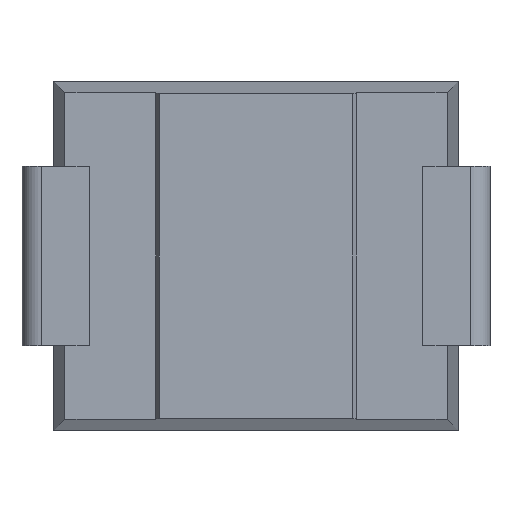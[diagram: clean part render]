
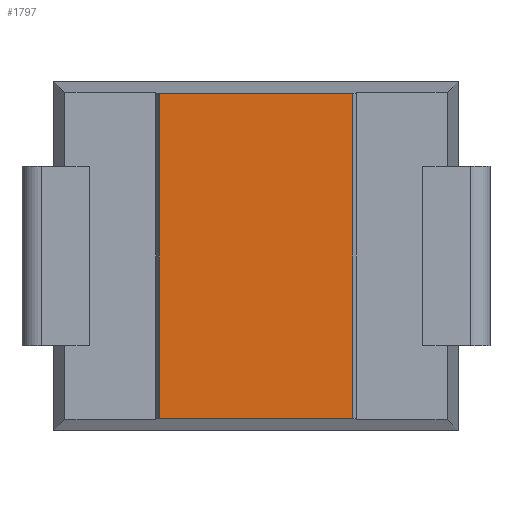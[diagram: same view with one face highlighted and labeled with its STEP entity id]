
A CAD part, front view. The second image highlights one B-rep face of the part: STEP entity #1797.
In plain terms, the highlighted planar face has unit normal (0, -1, 0).
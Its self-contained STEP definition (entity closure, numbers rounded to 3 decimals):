
#15 = FACE_OUTER_BOUND ( 'NONE', #1784, .T. ) ;
#35 = ORIENTED_EDGE ( 'NONE', *, *, #877, .F. ) ;
#81 = PLANE ( 'NONE',  #421 ) ;
#97 = VERTEX_POINT ( 'NONE', #1237 ) ;
#243 = LINE ( 'NONE', #1017, #617 ) ;
#274 = DIRECTION ( 'NONE',  ( 0., 0., -1. ) ) ;
#287 = LINE ( 'NONE', #567, #1271 ) ;
#330 = EDGE_CURVE ( 'NONE', #1855, #1782, #243, .T. ) ;
#352 = CARTESIAN_POINT ( 'NONE',  ( -1.642, -1.265, -2.75 ) ) ;
#363 = EDGE_CURVE ( 'NONE', #1855, #1278, #989, .T. ) ;
#421 = AXIS2_PLACEMENT_3D ( 'NONE', #1688, #808, #815 ) ;
#567 = CARTESIAN_POINT ( 'NONE',  ( 1.642, -1.265, 0. ) ) ;
#594 = VECTOR ( 'NONE', #1503, 1000. ) ;
#617 = VECTOR ( 'NONE', #1210, 1000. ) ;
#658 = LINE ( 'NONE', #1259, #1549 ) ;
#671 = ORIENTED_EDGE ( 'NONE', *, *, #363, .T. ) ;
#680 = CARTESIAN_POINT ( 'NONE',  ( 1.642, -1.265, -2.75 ) ) ;
#696 = EDGE_CURVE ( 'NONE', #97, #1782, #658, .T. ) ;
#744 = ORIENTED_EDGE ( 'NONE', *, *, #696, .T. ) ;
#808 = DIRECTION ( 'NONE',  ( 0., -1., 0. ) ) ;
#815 = DIRECTION ( 'NONE',  ( 0., 0., -1. ) ) ;
#877 = EDGE_CURVE ( 'NONE', #97, #1278, #287, .T. ) ;
#931 = ORIENTED_EDGE ( 'NONE', *, *, #330, .F. ) ;
#989 = LINE ( 'NONE', #1356, #594 ) ;
#1017 = CARTESIAN_POINT ( 'NONE',  ( -1.642, -1.265, 0. ) ) ;
#1210 = DIRECTION ( 'NONE',  ( 0., 0., 1. ) ) ;
#1237 = CARTESIAN_POINT ( 'NONE',  ( 1.642, -1.265, 2.75 ) ) ;
#1259 = CARTESIAN_POINT ( 'NONE',  ( 3.428, -1.265, 2.75 ) ) ;
#1271 = VECTOR ( 'NONE', #274, 1000. ) ;
#1278 = VERTEX_POINT ( 'NONE', #680 ) ;
#1356 = CARTESIAN_POINT ( 'NONE',  ( -3.428, -1.265, -2.75 ) ) ;
#1398 = CARTESIAN_POINT ( 'NONE',  ( -1.642, -1.265, 2.75 ) ) ;
#1503 = DIRECTION ( 'NONE',  ( 1., 0., 0. ) ) ;
#1549 = VECTOR ( 'NONE', #1708, 1000. ) ;
#1688 = CARTESIAN_POINT ( 'NONE',  ( 0., -1.265, 0. ) ) ;
#1708 = DIRECTION ( 'NONE',  ( -1., 0., 0. ) ) ;
#1782 = VERTEX_POINT ( 'NONE', #1398 ) ;
#1784 = EDGE_LOOP ( 'NONE', ( #35, #744, #931, #671 ) ) ;
#1797 = ADVANCED_FACE ( 'NONE', ( #15 ), #81, .T. ) ;
#1855 = VERTEX_POINT ( 'NONE', #352 ) ;
